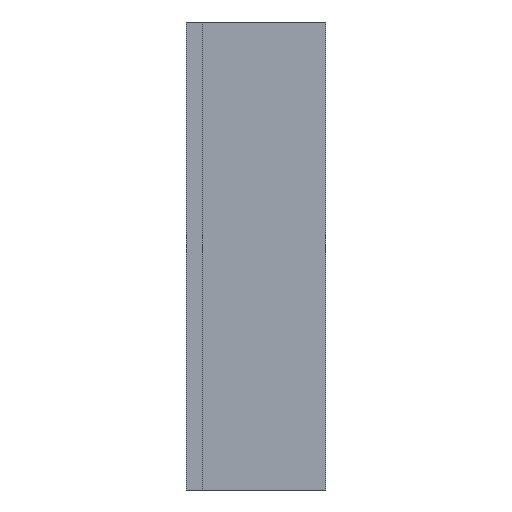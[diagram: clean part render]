
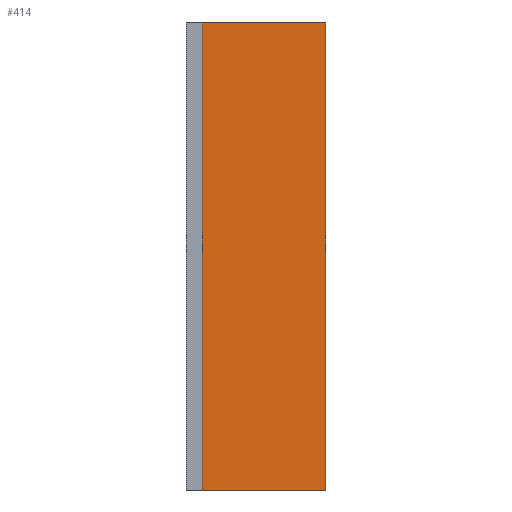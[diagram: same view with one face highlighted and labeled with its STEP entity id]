
A CAD part, left-side view. The second image highlights one B-rep face of the part: STEP entity #414.
In plain terms, the highlighted planar face has unit normal (-1, 0, 0).
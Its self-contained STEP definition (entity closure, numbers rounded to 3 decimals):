
#4 = VERTEX_POINT ( 'NONE', #4559 ) ;
#113 = DIRECTION ( 'NONE',  ( 0., -1., 0. ) ) ;
#414 = ADVANCED_FACE ( 'NONE', ( #3744 ), #3188, .F. ) ;
#618 = ORIENTED_EDGE ( 'NONE', *, *, #6463, .T. ) ;
#699 = VECTOR ( 'NONE', #7212, 1000. ) ;
#987 = ORIENTED_EDGE ( 'NONE', *, *, #6886, .F. ) ;
#1142 = VECTOR ( 'NONE', #113, 1000. ) ;
#1918 = CARTESIAN_POINT ( 'NONE',  ( -2.6, 0., -1.9 ) ) ;
#3188 = PLANE ( 'NONE',  #3396 ) ;
#3223 = EDGE_LOOP ( 'NONE', ( #8962, #987, #4987, #618 ) ) ;
#3396 = AXIS2_PLACEMENT_3D ( 'NONE', #5147, #4957, #8600 ) ;
#3744 = FACE_OUTER_BOUND ( 'NONE', #3223, .T. ) ;
#3989 = VECTOR ( 'NONE', #6822, 1000. ) ;
#4009 = VERTEX_POINT ( 'NONE', #8895 ) ;
#4209 = LINE ( 'NONE', #6144, #3989 ) ;
#4332 = CARTESIAN_POINT ( 'NONE',  ( -2.6, 1., -1.9 ) ) ;
#4443 = LINE ( 'NONE', #4332, #1142 ) ;
#4451 = LINE ( 'NONE', #6503, #699 ) ;
#4559 = CARTESIAN_POINT ( 'NONE',  ( -2.6, 1., 1.9 ) ) ;
#4957 = DIRECTION ( 'NONE',  ( 1., 0., 0. ) ) ;
#4987 = ORIENTED_EDGE ( 'NONE', *, *, #6059, .F. ) ;
#5045 = LINE ( 'NONE', #1918, #8559 ) ;
#5147 = CARTESIAN_POINT ( 'NONE',  ( -2.6, 1., -1.9 ) ) ;
#5436 = DIRECTION ( 'NONE',  ( 0., 0., 1. ) ) ;
#5766 = VERTEX_POINT ( 'NONE', #8379 ) ;
#6059 = EDGE_CURVE ( 'NONE', #5766, #4, #4451, .T. ) ;
#6144 = CARTESIAN_POINT ( 'NONE',  ( -2.6, 1., 1.9 ) ) ;
#6463 = EDGE_CURVE ( 'NONE', #5766, #4009, #4443, .T. ) ;
#6503 = CARTESIAN_POINT ( 'NONE',  ( -2.6, 1., -1.9 ) ) ;
#6822 = DIRECTION ( 'NONE',  ( 0., -1., 0. ) ) ;
#6886 = EDGE_CURVE ( 'NONE', #4, #8547, #4209, .T. ) ;
#7212 = DIRECTION ( 'NONE',  ( 0., 0., 1. ) ) ;
#8379 = CARTESIAN_POINT ( 'NONE',  ( -2.6, 1., -1.9 ) ) ;
#8547 = VERTEX_POINT ( 'NONE', #8799 ) ;
#8559 = VECTOR ( 'NONE', #5436, 1000. ) ;
#8600 = DIRECTION ( 'NONE',  ( 0., 0., -1. ) ) ;
#8668 = EDGE_CURVE ( 'NONE', #4009, #8547, #5045, .T. ) ;
#8799 = CARTESIAN_POINT ( 'NONE',  ( -2.6, 0., 1.9 ) ) ;
#8895 = CARTESIAN_POINT ( 'NONE',  ( -2.6, 0., -1.9 ) ) ;
#8962 = ORIENTED_EDGE ( 'NONE', *, *, #8668, .T. ) ;
